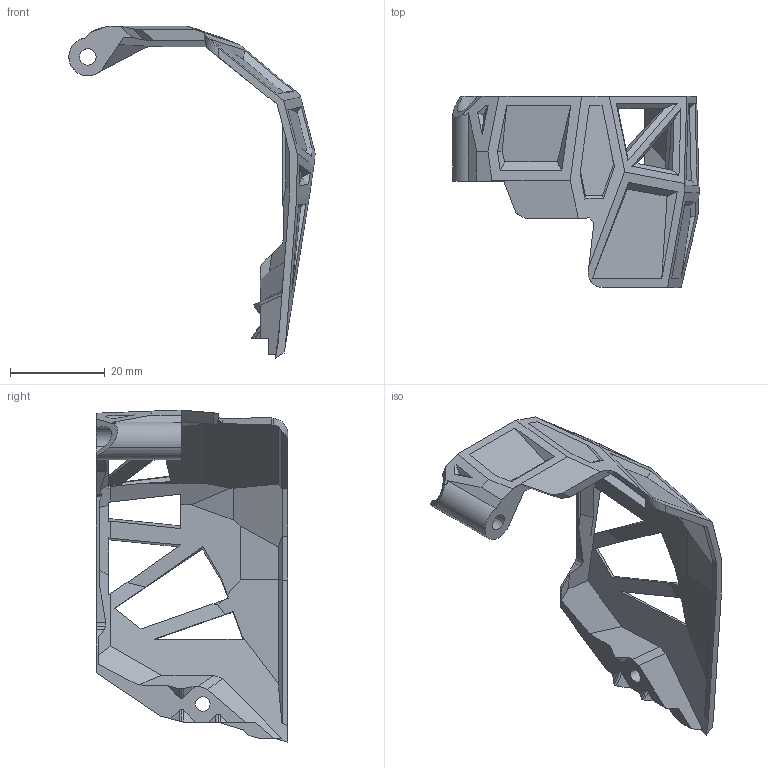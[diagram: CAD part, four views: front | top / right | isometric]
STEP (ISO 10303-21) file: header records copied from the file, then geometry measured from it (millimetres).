
FILE_DESCRIPTION (( 'STEP AP214' ), '1' );
FILE_NAME ('galileo 2 extruder cable_cover-ebb usb1.STEP', '2025-02-13T09:01:29', ( 'Windows User' ), ( 'P R C' ), 'SwSTEP 2.0', 'SolidWorks 2024', '' );
FILE_SCHEMA (( 'AUTOMOTIVE_DESIGN' ));
Length unit declared in the file: millimetre
Products named in the file (1): galileo 2 extruder cable_cover-ebb usb1
Bounding box: 52.07 x 40.46 x 70.19 mm (x, y, z)
Volume: 6641.7 mm3; surface area: 8005.4 mm2
Topology: 1 solids, 1 shells, 219 faces, 625 edges, 400 vertices
Faces by surface type: plane 166, cylinder 33, cone 16, bspline 4
Entity records: 7090 total; most frequent: CARTESIAN_POINT 1540, ORIENTED_EDGE 1234, DIRECTION 1025, EDGE_CURVE 617, VECTOR 507, LINE 507, VERTEX_POINT 400, AXIS2_PLACEMENT_3D 259
